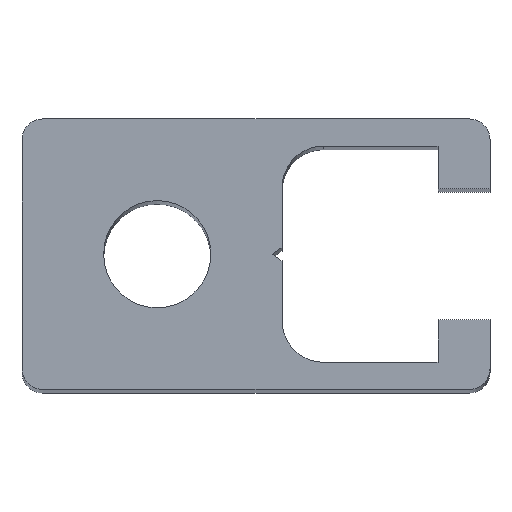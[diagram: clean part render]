
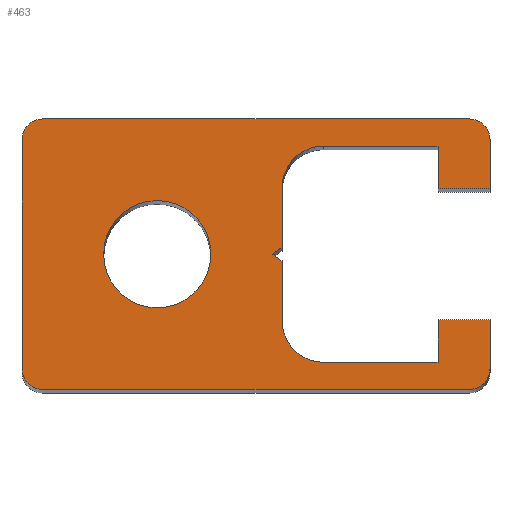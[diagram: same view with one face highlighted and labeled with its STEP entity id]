
A CAD part, top view. The second image highlights one B-rep face of the part: STEP entity #463.
In plain terms, the highlighted planar face has unit normal (0, 0, 1).
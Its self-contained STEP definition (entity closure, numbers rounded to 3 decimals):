
#15=LINE('',#650,#66);
#19=LINE('',#658,#70);
#22=LINE('',#664,#73);
#25=LINE('',#670,#76);
#29=LINE('',#682,#80);
#32=LINE('',#688,#83);
#35=LINE('',#694,#86);
#38=LINE('',#701,#89);
#42=LINE('',#709,#93);
#45=LINE('',#715,#96);
#50=LINE('',#727,#101);
#51=LINE('',#730,#102);
#54=LINE('',#738,#105);
#55=LINE('',#742,#106);
#56=LINE('',#746,#107);
#66=VECTOR('',#522,2.875);
#70=VECTOR('',#528,0.567);
#73=VECTOR('',#533,0.567);
#76=VECTOR('',#538,2.875);
#80=VECTOR('',#550,5.5);
#83=VECTOR('',#555,2.05);
#86=VECTOR('',#560,2.5);
#89=VECTOR('',#565,2.5);
#93=VECTOR('',#571,2.05);
#96=VECTOR('',#576,5.5);
#101=VECTOR('',#589,2.35);
#102=VECTOR('',#592,2.35);
#105=VECTOR('',#599,20.5);
#106=VECTOR('',#602,11.);
#107=VECTOR('',#605,20.5);
#129=PLANE('',#495);
#135=FACE_BOUND('',#178,.T.);
#152=FACE_OUTER_BOUND('',#177,.T.);
#177=EDGE_LOOP('',(#369,#370,#371,#372,#373,#374,#375,#376,#377,#378,#379,
#380,#381,#382,#383,#384,#385,#386,#387,#388,#389));
#178=EDGE_LOOP('',(#390));
#188=CIRCLE('',#475,2.575);
#190=CIRCLE('',#482,2.);
#192=CIRCLE('',#491,2.);
#194=CIRCLE('',#496,1.);
#195=CIRCLE('',#497,1.);
#196=CIRCLE('',#498,1.);
#197=CIRCLE('',#499,1.);
#202=VERTEX_POINT('',#643);
#204=VERTEX_POINT('',#648);
#205=VERTEX_POINT('',#649);
#208=VERTEX_POINT('',#657);
#210=VERTEX_POINT('',#663);
#212=VERTEX_POINT('',#669);
#214=VERTEX_POINT('',#675);
#216=VERTEX_POINT('',#681);
#218=VERTEX_POINT('',#687);
#220=VERTEX_POINT('',#693);
#222=VERTEX_POINT('',#699);
#223=VERTEX_POINT('',#700);
#226=VERTEX_POINT('',#708);
#228=VERTEX_POINT('',#714);
#231=VERTEX_POINT('',#725);
#232=VERTEX_POINT('',#729);
#234=VERTEX_POINT('',#735);
#235=VERTEX_POINT('',#737);
#236=VERTEX_POINT('',#739);
#237=VERTEX_POINT('',#741);
#238=VERTEX_POINT('',#743);
#239=VERTEX_POINT('',#745);
#246=EDGE_CURVE('',#202,#202,#188,.T.);
#248=EDGE_CURVE('',#204,#205,#15,.T.);
#252=EDGE_CURVE('',#208,#204,#19,.T.);
#255=EDGE_CURVE('',#210,#208,#22,.T.);
#258=EDGE_CURVE('',#212,#210,#25,.T.);
#261=EDGE_CURVE('',#214,#212,#190,.T.);
#264=EDGE_CURVE('',#216,#214,#29,.T.);
#267=EDGE_CURVE('',#218,#216,#32,.T.);
#270=EDGE_CURVE('',#220,#218,#35,.T.);
#273=EDGE_CURVE('',#222,#223,#38,.T.);
#277=EDGE_CURVE('',#226,#222,#42,.T.);
#280=EDGE_CURVE('',#228,#226,#45,.T.);
#283=EDGE_CURVE('',#205,#228,#192,.T.);
#287=EDGE_CURVE('',#231,#223,#50,.T.);
#288=EDGE_CURVE('',#220,#232,#51,.T.);
#291=EDGE_CURVE('',#234,#231,#194,.T.);
#292=EDGE_CURVE('',#235,#234,#54,.T.);
#293=EDGE_CURVE('',#236,#235,#195,.T.);
#294=EDGE_CURVE('',#237,#236,#55,.T.);
#295=EDGE_CURVE('',#238,#237,#196,.T.);
#296=EDGE_CURVE('',#239,#238,#56,.T.);
#297=EDGE_CURVE('',#232,#239,#197,.T.);
#369=ORIENTED_EDGE('',*,*,#270,.T.);
#370=ORIENTED_EDGE('',*,*,#267,.T.);
#371=ORIENTED_EDGE('',*,*,#264,.T.);
#372=ORIENTED_EDGE('',*,*,#261,.T.);
#373=ORIENTED_EDGE('',*,*,#258,.T.);
#374=ORIENTED_EDGE('',*,*,#255,.T.);
#375=ORIENTED_EDGE('',*,*,#252,.T.);
#376=ORIENTED_EDGE('',*,*,#248,.T.);
#377=ORIENTED_EDGE('',*,*,#283,.T.);
#378=ORIENTED_EDGE('',*,*,#280,.T.);
#379=ORIENTED_EDGE('',*,*,#277,.T.);
#380=ORIENTED_EDGE('',*,*,#273,.T.);
#381=ORIENTED_EDGE('',*,*,#287,.F.);
#382=ORIENTED_EDGE('',*,*,#291,.F.);
#383=ORIENTED_EDGE('',*,*,#292,.F.);
#384=ORIENTED_EDGE('',*,*,#293,.F.);
#385=ORIENTED_EDGE('',*,*,#294,.F.);
#386=ORIENTED_EDGE('',*,*,#295,.F.);
#387=ORIENTED_EDGE('',*,*,#296,.F.);
#388=ORIENTED_EDGE('',*,*,#297,.F.);
#389=ORIENTED_EDGE('',*,*,#288,.F.);
#390=ORIENTED_EDGE('',*,*,#246,.T.);
#463=ADVANCED_FACE('',(#152,#135),#129,.T.);
#475=AXIS2_PLACEMENT_3D('',#644,#516,#517);
#482=AXIS2_PLACEMENT_3D('',#676,#543,#544);
#491=AXIS2_PLACEMENT_3D('',#720,#581,#582);
#495=AXIS2_PLACEMENT_3D('',#734,#595,#596);
#496=AXIS2_PLACEMENT_3D('',#736,#597,#598);
#497=AXIS2_PLACEMENT_3D('',#740,#600,#601);
#498=AXIS2_PLACEMENT_3D('',#744,#603,#604);
#499=AXIS2_PLACEMENT_3D('',#747,#606,#607);
#516=DIRECTION('center_axis',(0.,0.,-1.));
#517=DIRECTION('ref_axis',(-1.,0.,0.));
#522=DIRECTION('',(0.,1.,0.));
#528=DIRECTION('',(0.819,0.574,0.));
#533=DIRECTION('',(-0.819,0.574,0.));
#538=DIRECTION('',(0.,1.,0.));
#543=DIRECTION('center_axis',(0.,0.,-1.));
#544=DIRECTION('ref_axis',(-1.,0.,0.));
#550=DIRECTION('',(-1.,0.,0.));
#555=DIRECTION('',(0.,-1.,0.));
#560=DIRECTION('',(-1.,0.,0.));
#565=DIRECTION('',(1.,0.,0.));
#571=DIRECTION('',(0.,-1.,0.));
#576=DIRECTION('',(1.,0.,0.));
#581=DIRECTION('center_axis',(0.,0.,-1.));
#582=DIRECTION('ref_axis',(0.,1.,0.));
#589=DIRECTION('',(0.,-1.,0.));
#592=DIRECTION('',(0.,-1.,0.));
#595=DIRECTION('center_axis',(0.,0.,1.));
#596=DIRECTION('ref_axis',(1.,0.,0.));
#597=DIRECTION('center_axis',(0.,0.,-1.));
#598=DIRECTION('ref_axis',(1.,0.,0.));
#599=DIRECTION('',(1.,0.,0.));
#600=DIRECTION('center_axis',(0.,0.,-1.));
#601=DIRECTION('ref_axis',(0.,1.,0.));
#602=DIRECTION('',(0.,1.,0.));
#603=DIRECTION('center_axis',(0.,0.,-1.));
#604=DIRECTION('ref_axis',(-1.,0.,0.));
#605=DIRECTION('',(-1.,0.,0.));
#606=DIRECTION('center_axis',(0.,0.,-1.));
#607=DIRECTION('ref_axis',(0.,-1.,0.));
#643=CARTESIAN_POINT('',(2.575,0.,100.));
#644=CARTESIAN_POINT('Origin',(0.,0.,100.));
#648=CARTESIAN_POINT('',(6.,0.325,100.));
#649=CARTESIAN_POINT('',(6.,3.2,100.));
#650=CARTESIAN_POINT('',(6.,0.162,100.));
#657=CARTESIAN_POINT('',(5.536,0.,100.));
#658=CARTESIAN_POINT('',(5.272,-0.185,100.));
#663=CARTESIAN_POINT('',(6.,-0.325,100.));
#664=CARTESIAN_POINT('',(5.504,0.022,100.));
#669=CARTESIAN_POINT('',(6.,-3.2,100.));
#670=CARTESIAN_POINT('',(6.,-1.6,100.));
#675=CARTESIAN_POINT('',(8.,-5.2,100.));
#676=CARTESIAN_POINT('Origin',(8.,-3.2,100.));
#681=CARTESIAN_POINT('',(13.5,-5.2,100.));
#682=CARTESIAN_POINT('',(9.125,-5.2,100.));
#687=CARTESIAN_POINT('',(13.5,-3.15,100.));
#688=CARTESIAN_POINT('',(13.5,-1.575,100.));
#693=CARTESIAN_POINT('',(16.,-3.15,100.));
#694=CARTESIAN_POINT('',(10.375,-3.15,100.));
#699=CARTESIAN_POINT('',(13.5,3.15,100.));
#700=CARTESIAN_POINT('',(16.,3.15,100.));
#701=CARTESIAN_POINT('',(9.125,3.15,100.));
#708=CARTESIAN_POINT('',(13.5,5.2,100.));
#709=CARTESIAN_POINT('',(13.5,2.6,100.));
#714=CARTESIAN_POINT('',(8.,5.2,100.));
#715=CARTESIAN_POINT('',(6.375,5.2,100.));
#720=CARTESIAN_POINT('Origin',(8.,3.2,100.));
#725=CARTESIAN_POINT('',(16.,5.5,100.));
#727=CARTESIAN_POINT('',(16.,-2.75,100.));
#729=CARTESIAN_POINT('',(16.,-5.5,100.));
#730=CARTESIAN_POINT('',(16.,-2.75,100.));
#734=CARTESIAN_POINT('Origin',(4.75,0.,100.));
#735=CARTESIAN_POINT('',(15.,6.5,100.));
#736=CARTESIAN_POINT('Origin',(15.,5.5,100.));
#737=CARTESIAN_POINT('',(-5.5,6.5,100.));
#738=CARTESIAN_POINT('',(9.875,6.5,100.));
#739=CARTESIAN_POINT('',(-6.5,5.5,100.));
#740=CARTESIAN_POINT('Origin',(-5.5,5.5,100.));
#741=CARTESIAN_POINT('',(-6.5,-5.5,100.));
#742=CARTESIAN_POINT('',(-6.5,2.75,100.));
#743=CARTESIAN_POINT('',(-5.5,-6.5,100.));
#744=CARTESIAN_POINT('Origin',(-5.5,-5.5,100.));
#745=CARTESIAN_POINT('',(15.,-6.5,100.));
#746=CARTESIAN_POINT('',(-0.375,-6.5,100.));
#747=CARTESIAN_POINT('Origin',(15.,-5.5,100.));
